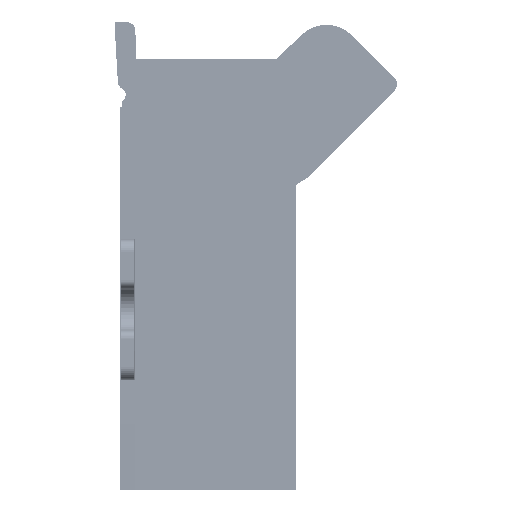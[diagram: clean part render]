
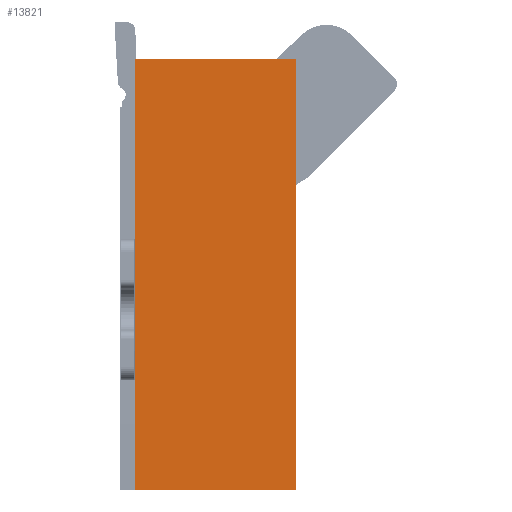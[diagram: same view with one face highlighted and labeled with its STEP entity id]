
A CAD part, left-side view. The second image highlights one B-rep face of the part: STEP entity #13821.
In plain terms, the highlighted planar face has unit normal (-1, 0, 0).
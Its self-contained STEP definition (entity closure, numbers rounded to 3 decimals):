
#3199=DIRECTION('',(0.,-1.,0.));
#3200=VECTOR('',#3199,1.83);
#3201=CARTESIAN_POINT('',(-8.984,1.83,2.354));
#3202=LINE('',#3201,#3200);
#3203=DIRECTION('',(0.,0.,-1.));
#3204=VECTOR('',#3203,4.9);
#3205=CARTESIAN_POINT('',(-8.984,0.,2.354));
#3206=LINE('',#3205,#3204);
#3207=DIRECTION('',(0.,1.,0.));
#3208=VECTOR('',#3207,1.83);
#3209=CARTESIAN_POINT('',(-8.984,0.,-2.546));
#3210=LINE('',#3209,#3208);
#3227=DIRECTION('',(0.,0.,-1.));
#3228=VECTOR('',#3227,4.9);
#3229=CARTESIAN_POINT('',(-8.984,1.83,2.354));
#3230=LINE('',#3229,#3228);
#7654=CARTESIAN_POINT('',(-8.984,1.83,-2.546));
#7655=VERTEX_POINT('',#7654);
#7656=CARTESIAN_POINT('',(-8.984,0.,-2.546));
#7657=VERTEX_POINT('',#7656);
#7752=CARTESIAN_POINT('',(-8.984,1.83,2.354));
#7753=VERTEX_POINT('',#7752);
#8044=CARTESIAN_POINT('',(-8.984,0.,2.354));
#8045=VERTEX_POINT('',#8044);
#13808=CARTESIAN_POINT('',(-8.984,0.915,-0.096));
#13809=DIRECTION('',(1.,0.,0.));
#13810=DIRECTION('',(0.,0.,1.));
#13811=AXIS2_PLACEMENT_3D('',#13808,#13809,#13810);
#13812=PLANE('',#13811);
#13814=ORIENTED_EDGE('',*,*,#13813,.F.);
#13816=ORIENTED_EDGE('',*,*,#13815,.T.);
#13817=ORIENTED_EDGE('',*,*,#13224,.T.);
#13818=ORIENTED_EDGE('',*,*,#11199,.T.);
#13819=EDGE_LOOP('',(#13814,#13816,#13817,#13818));
#13820=FACE_OUTER_BOUND('',#13819,.F.);
#11199=EDGE_CURVE('',#7657,#7655,#3210,.T.);
#13224=EDGE_CURVE('',#8045,#7657,#3206,.T.);
#13813=EDGE_CURVE('',#7753,#7655,#3230,.T.);
#13815=EDGE_CURVE('',#7753,#8045,#3202,.T.);
#13821=ADVANCED_FACE('',(#13820),#13812,.F.);
